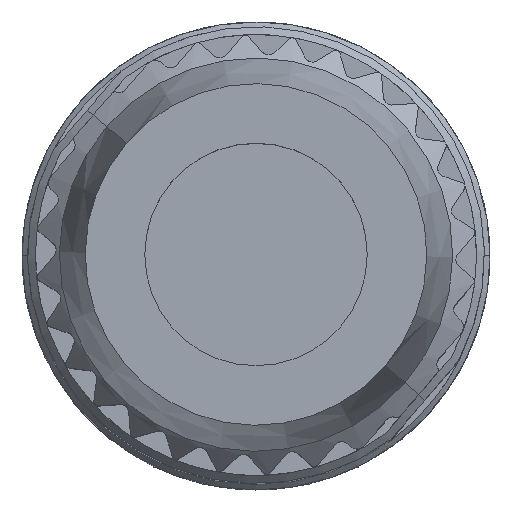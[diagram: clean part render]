
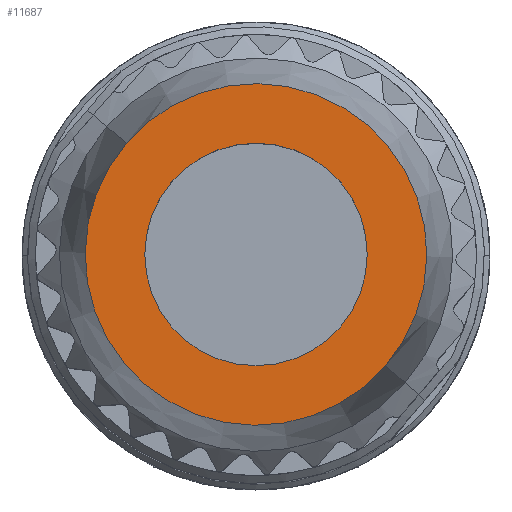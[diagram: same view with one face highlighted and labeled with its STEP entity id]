
A CAD part, top view. The second image highlights one B-rep face of the part: STEP entity #11687.
In plain terms, the highlighted planar face has unit normal (0, 0, 1).
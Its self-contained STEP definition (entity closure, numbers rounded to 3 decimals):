
#10805=AXIS2_PLACEMENT_3D('Circle Axis2P3D',#10803,#10804,$) ;
#10822=AXIS2_PLACEMENT_3D('Circle Axis2P3D',#10820,#10821,$) ;
#11663=AXIS2_PLACEMENT_3D('Plane Axis2P3D',#11660,#11661,#11662) ;
#11671=AXIS2_PLACEMENT_3D('Circle Axis2P3D',#11669,#11670,$) ;
#11680=AXIS2_PLACEMENT_3D('Circle Axis2P3D',#11678,#11679,$) ;
#10793=CARTESIAN_POINT('Vertex',(2.628,8.691,42.)) ;
#10800=CARTESIAN_POINT('Vertex',(9.152,3.089,42.)) ;
#10803=CARTESIAN_POINT('Axis2P3D Location',(5.89,5.89,42.)) ;
#10820=CARTESIAN_POINT('Axis2P3D Location',(5.89,5.89,42.)) ;
#11660=CARTESIAN_POINT('Axis2P3D Location',(6.397,-0.78,42.)) ;
#11669=CARTESIAN_POINT('Axis2P3D Location',(5.89,5.89,42.)) ;
#11673=CARTESIAN_POINT('Vertex',(7.29,3.465,42.)) ;
#11675=CARTESIAN_POINT('Vertex',(4.49,8.315,42.)) ;
#11678=CARTESIAN_POINT('Axis2P3D Location',(5.89,5.89,42.)) ;
#10804=DIRECTION('Axis2P3D Direction',(0.,0.,-1.)) ;
#10821=DIRECTION('Axis2P3D Direction',(0.,0.,-1.)) ;
#11661=DIRECTION('Axis2P3D Direction',(0.,0.,1.)) ;
#11662=DIRECTION('Axis2P3D XDirection',(0.651,0.759,0.)) ;
#11670=DIRECTION('Axis2P3D Direction',(0.,0.,1.)) ;
#11679=DIRECTION('Axis2P3D Direction',(0.,0.,1.)) ;
#11666=ORIENTED_EDGE('',*,*,#10807,.F.) ;
#11667=ORIENTED_EDGE('',*,*,#10824,.F.) ;
#11684=ORIENTED_EDGE('',*,*,#11677,.F.) ;
#11685=ORIENTED_EDGE('',*,*,#11682,.F.) ;
#11686=FACE_BOUND('',#11683,.T.) ;
#11687=ADVANCED_FACE('Hauptkoerper',(#11668,#11686),#11664,.T.) ;
#10806=CIRCLE('generated circle',#10805,4.3) ;
#10823=CIRCLE('generated circle',#10822,4.3) ;
#11672=CIRCLE('generated circle',#11671,2.8) ;
#11681=CIRCLE('generated circle',#11680,2.8) ;
#10807=EDGE_CURVE('',#10801,#10794,#10806,.T.) ;
#10824=EDGE_CURVE('',#10794,#10801,#10823,.T.) ;
#11677=EDGE_CURVE('',#11674,#11676,#11672,.T.) ;
#11682=EDGE_CURVE('',#11676,#11674,#11681,.T.) ;
#11665=EDGE_LOOP('',(#11666,#11667)) ;
#11683=EDGE_LOOP('',(#11684,#11685)) ;
#11668=FACE_OUTER_BOUND('',#11665,.T.) ;
#11664=PLANE('',#11663) ;
#10794=VERTEX_POINT('',#10793) ;
#10801=VERTEX_POINT('',#10800) ;
#11674=VERTEX_POINT('',#11673) ;
#11676=VERTEX_POINT('',#11675) ;
